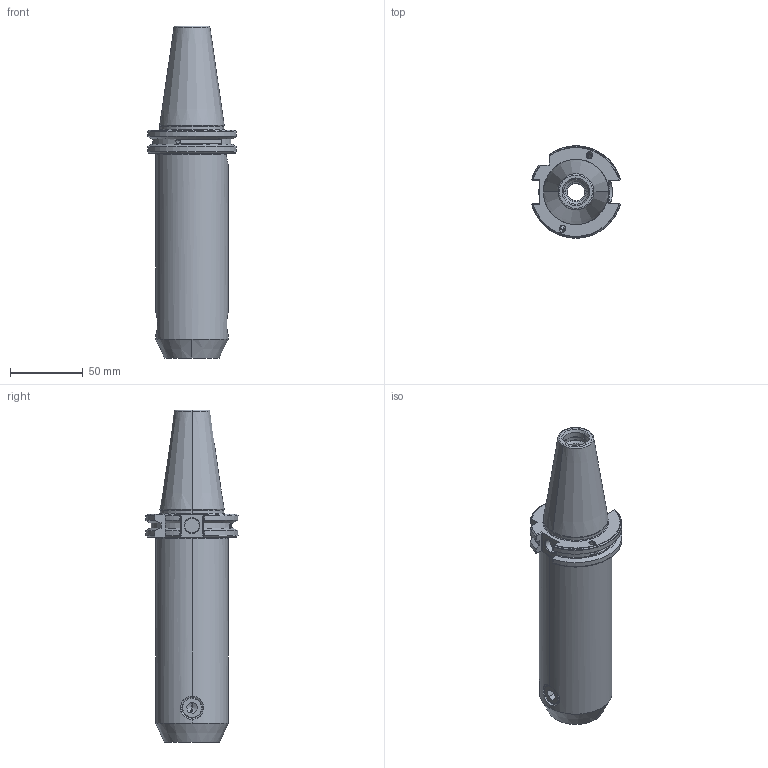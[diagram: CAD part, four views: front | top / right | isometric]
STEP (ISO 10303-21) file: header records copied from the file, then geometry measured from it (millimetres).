
FILE_DESCRIPTION (( 'STEP AP214' ), '1' );
FILE_NAME ('23157021-41B-18-160 LC.STEP', '2016-03-17T14:48:05', ( '' ), ( '' ), 'SwSTEP 2.0', 'SolidWorks 2014', '' );
FILE_SCHEMA (( 'AUTOMOTIVE_DESIGN' ));
Length unit declared in the file: millimetre
Products named in the file (3): WN M14 HIGH TENSILE SCREW-SF_WN M12 HIGH TENSILE SCREW-SF-(B); SK40 WN18 63 MAIN BODY AD+BSL -SF; 23157021-41B-18-160 LC
Assembly tree (2 placements, depth 2):
  23157021-41B-18-160 LC
    SK40 WN18 63 MAIN BODY AD+BSL -SF
    WN M14 HIGH TENSILE SCREW-SF_WN M12 HIGH TENSILE SCREW-SF-(B)
Bounding box: 61.09 x 63.49 x 228.4 mm (x, y, z)
Volume: 345842.1 mm3; surface area: 50104.2 mm2
Topology: 2 solids, 2 shells, 176 faces, 458 edges, 287 vertices
Faces by surface type: cylinder 53, plane 53, cone 46, bspline 22, torus 2
Entity records: 7247 total; most frequent: CARTESIAN_POINT 3055, ORIENTED_EDGE 908, DIRECTION 808, EDGE_CURVE 454, AXIS2_PLACEMENT_3D 317, VERTEX_POINT 287, EDGE_LOOP 193, ADVANCED_FACE 176
